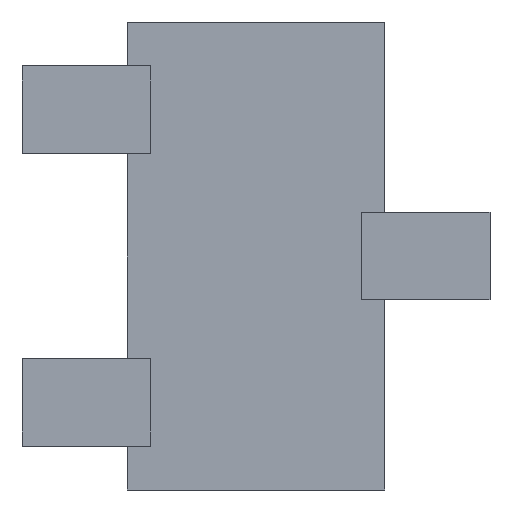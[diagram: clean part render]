
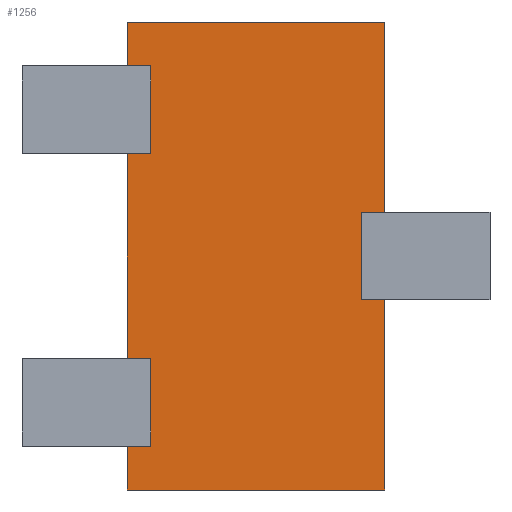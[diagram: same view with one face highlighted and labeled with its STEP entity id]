
A CAD part, front view. The second image highlights one B-rep face of the part: STEP entity #1256.
In plain terms, the highlighted planar face has unit normal (0, -1, 0).
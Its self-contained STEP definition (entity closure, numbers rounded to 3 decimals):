
#4 = VERTEX_POINT ( 'NONE', #348 ) ;
#12 = CARTESIAN_POINT ( 'NONE',  ( -0.44, 0., 0.8 ) ) ;
#21 = VERTEX_POINT ( 'NONE', #160 ) ;
#30 = VERTEX_POINT ( 'NONE', #510 ) ;
#43 = VERTEX_POINT ( 'NONE', #1073 ) ;
#46 = DIRECTION ( 'NONE',  ( 1., 0., 0. ) ) ;
#65 = CARTESIAN_POINT ( 'NONE',  ( 0.36, 0., 0.15 ) ) ;
#77 = ORIENTED_EDGE ( 'NONE', *, *, #1180, .F. ) ;
#82 = LINE ( 'NONE', #331, #644 ) ;
#101 = DIRECTION ( 'NONE',  ( 0., 0., 1. ) ) ;
#104 = LINE ( 'NONE', #1105, #400 ) ;
#112 = DIRECTION ( 'NONE',  ( -1., 0., 0. ) ) ;
#121 = VERTEX_POINT ( 'NONE', #774 ) ;
#130 = LINE ( 'NONE', #806, #1051 ) ;
#155 = VERTEX_POINT ( 'NONE', #1278 ) ;
#156 = CARTESIAN_POINT ( 'NONE',  ( 0.36, 0., 0.15 ) ) ;
#160 = CARTESIAN_POINT ( 'NONE',  ( 0.36, 0., -0.15 ) ) ;
#188 = CARTESIAN_POINT ( 'NONE',  ( -0.36, 0., -0.35 ) ) ;
#205 = VECTOR ( 'NONE', #916, 1000. ) ;
#218 = VERTEX_POINT ( 'NONE', #597 ) ;
#220 = LINE ( 'NONE', #1268, #205 ) ;
#234 = DIRECTION ( 'NONE',  ( 0., 0., 1. ) ) ;
#239 = VECTOR ( 'NONE', #46, 1000. ) ;
#245 = LINE ( 'NONE', #771, #1401 ) ;
#252 = EDGE_CURVE ( 'NONE', #4, #21, #740, .T. ) ;
#278 = EDGE_LOOP ( 'NONE', ( #317, #970, #1258, #1468, #1029, #942, #753, #768, #998, #1182, #1501, #1143, #640, #921, #77, #1250 ) ) ;
#281 = CARTESIAN_POINT ( 'NONE',  ( 0., 0., -0.15 ) ) ;
#302 = VECTOR ( 'NONE', #101, 1000. ) ;
#303 = EDGE_CURVE ( 'NONE', #1155, #30, #944, .T. ) ;
#317 = ORIENTED_EDGE ( 'NONE', *, *, #637, .F. ) ;
#331 = CARTESIAN_POINT ( 'NONE',  ( -0.44, 0., 0.8 ) ) ;
#342 = EDGE_CURVE ( 'NONE', #121, #662, #830, .T. ) ;
#348 = CARTESIAN_POINT ( 'NONE',  ( 0.44, 0., -0.15 ) ) ;
#351 = PLANE ( 'NONE',  #1099 ) ;
#400 = VECTOR ( 'NONE', #442, 1000. ) ;
#418 = LINE ( 'NONE', #65, #302 ) ;
#435 = VERTEX_POINT ( 'NONE', #524 ) ;
#442 = DIRECTION ( 'NONE',  ( 0., 0., -1. ) ) ;
#451 = EDGE_CURVE ( 'NONE', #1155, #43, #1488, .T. ) ;
#452 = DIRECTION ( 'NONE',  ( 0., 0., -1. ) ) ;
#472 = VERTEX_POINT ( 'NONE', #1121 ) ;
#506 = EDGE_CURVE ( 'NONE', #925, #968, #772, .T. ) ;
#510 = CARTESIAN_POINT ( 'NONE',  ( -0.44, 0., 0.35 ) ) ;
#517 = DIRECTION ( 'NONE',  ( 0., 0., 1. ) ) ;
#524 = CARTESIAN_POINT ( 'NONE',  ( -0.36, 0., 0.35 ) ) ;
#535 = VECTOR ( 'NONE', #937, 1000. ) ;
#577 = EDGE_CURVE ( 'NONE', #435, #30, #1407, .T. ) ;
#581 = VECTOR ( 'NONE', #585, 1000. ) ;
#585 = DIRECTION ( 'NONE',  ( 1., 0., 0. ) ) ;
#597 = CARTESIAN_POINT ( 'NONE',  ( 0.44, 0., -0.8 ) ) ;
#602 = CARTESIAN_POINT ( 'NONE',  ( 0.44, 0., 0.8 ) ) ;
#623 = CARTESIAN_POINT ( 'NONE',  ( -0.44, 0., 0.8 ) ) ;
#632 = VECTOR ( 'NONE', #517, 1000. ) ;
#637 = EDGE_CURVE ( 'NONE', #4, #218, #836, .T. ) ;
#640 = ORIENTED_EDGE ( 'NONE', *, *, #1146, .T. ) ;
#644 = VECTOR ( 'NONE', #1232, 1000. ) ;
#646 = VECTOR ( 'NONE', #234, 1000. ) ;
#658 = LINE ( 'NONE', #188, #667 ) ;
#662 = VERTEX_POINT ( 'NONE', #602 ) ;
#667 = VECTOR ( 'NONE', #1487, 1000. ) ;
#698 = CARTESIAN_POINT ( 'NONE',  ( -0.44, 0., 0.65 ) ) ;
#706 = VERTEX_POINT ( 'NONE', #957 ) ;
#740 = LINE ( 'NONE', #281, #1282 ) ;
#753 = ORIENTED_EDGE ( 'NONE', *, *, #875, .F. ) ;
#768 = ORIENTED_EDGE ( 'NONE', *, *, #506, .T. ) ;
#771 = CARTESIAN_POINT ( 'NONE',  ( 0.44, 0., 0.8 ) ) ;
#772 = LINE ( 'NONE', #1220, #581 ) ;
#774 = CARTESIAN_POINT ( 'NONE',  ( -0.44, 0., 0.8 ) ) ;
#802 = FACE_OUTER_BOUND ( 'NONE', #278, .T. ) ;
#806 = CARTESIAN_POINT ( 'NONE',  ( 0.36, 0., 0.15 ) ) ;
#813 = CARTESIAN_POINT ( 'NONE',  ( 0., 0., 0. ) ) ;
#819 = LINE ( 'NONE', #12, #646 ) ;
#830 = LINE ( 'NONE', #1071, #239 ) ;
#836 = LINE ( 'NONE', #1314, #535 ) ;
#875 = EDGE_CURVE ( 'NONE', #925, #121, #82, .T. ) ;
#916 = DIRECTION ( 'NONE',  ( -1., 0., 0. ) ) ;
#921 = ORIENTED_EDGE ( 'NONE', *, *, #1259, .T. ) ;
#925 = VERTEX_POINT ( 'NONE', #698 ) ;
#937 = DIRECTION ( 'NONE',  ( 0., 0., -1. ) ) ;
#939 = DIRECTION ( 'NONE',  ( -1., 0., 0. ) ) ;
#942 = ORIENTED_EDGE ( 'NONE', *, *, #342, .F. ) ;
#944 = LINE ( 'NONE', #623, #632 ) ;
#957 = CARTESIAN_POINT ( 'NONE',  ( 0.44, 0., 0.15 ) ) ;
#968 = VERTEX_POINT ( 'NONE', #1424 ) ;
#970 = ORIENTED_EDGE ( 'NONE', *, *, #252, .T. ) ;
#998 = ORIENTED_EDGE ( 'NONE', *, *, #1077, .T. ) ;
#1010 = VECTOR ( 'NONE', #1472, 1000. ) ;
#1013 = CARTESIAN_POINT ( 'NONE',  ( -0.44, 0., -0.35 ) ) ;
#1026 = DIRECTION ( 'NONE',  ( 0., 0., -1. ) ) ;
#1029 = ORIENTED_EDGE ( 'NONE', *, *, #1067, .F. ) ;
#1051 = VECTOR ( 'NONE', #1391, 1000. ) ;
#1067 = EDGE_CURVE ( 'NONE', #662, #706, #245, .T. ) ;
#1071 = CARTESIAN_POINT ( 'NONE',  ( -0.44, 0., 0.8 ) ) ;
#1073 = CARTESIAN_POINT ( 'NONE',  ( -0.36, 0., -0.35 ) ) ;
#1077 = EDGE_CURVE ( 'NONE', #968, #435, #104, .T. ) ;
#1098 = CARTESIAN_POINT ( 'NONE',  ( 0., 0., -0.35 ) ) ;
#1099 = AXIS2_PLACEMENT_3D ( 'NONE', #813, #1275, #1026 ) ;
#1105 = CARTESIAN_POINT ( 'NONE',  ( -0.36, 0., 0.35 ) ) ;
#1121 = CARTESIAN_POINT ( 'NONE',  ( -0.36, 0., -0.65 ) ) ;
#1143 = ORIENTED_EDGE ( 'NONE', *, *, #451, .T. ) ;
#1146 = EDGE_CURVE ( 'NONE', #43, #472, #658, .T. ) ;
#1155 = VERTEX_POINT ( 'NONE', #1013 ) ;
#1180 = EDGE_CURVE ( 'NONE', #155, #1227, #819, .T. ) ;
#1182 = ORIENTED_EDGE ( 'NONE', *, *, #577, .T. ) ;
#1203 = LINE ( 'NONE', #1209, #1502 ) ;
#1209 = CARTESIAN_POINT ( 'NONE',  ( -0.44, 0., -0.8 ) ) ;
#1220 = CARTESIAN_POINT ( 'NONE',  ( 0., 0., 0.65 ) ) ;
#1227 = VERTEX_POINT ( 'NONE', #1506 ) ;
#1232 = DIRECTION ( 'NONE',  ( 0., 0., 1. ) ) ;
#1250 = ORIENTED_EDGE ( 'NONE', *, *, #1361, .F. ) ;
#1256 = ADVANCED_FACE ( 'NONE', ( #802 ), #351, .T. ) ;
#1258 = ORIENTED_EDGE ( 'NONE', *, *, #1422, .T. ) ;
#1259 = EDGE_CURVE ( 'NONE', #472, #1227, #220, .T. ) ;
#1262 = CARTESIAN_POINT ( 'NONE',  ( -0.8, 0., 0.35 ) ) ;
#1263 = EDGE_CURVE ( 'NONE', #1339, #706, #130, .T. ) ;
#1268 = CARTESIAN_POINT ( 'NONE',  ( -0.8, 0., -0.65 ) ) ;
#1275 = DIRECTION ( 'NONE',  ( 0., -1., 0. ) ) ;
#1278 = CARTESIAN_POINT ( 'NONE',  ( -0.44, 0., -0.8 ) ) ;
#1282 = VECTOR ( 'NONE', #939, 1000. ) ;
#1314 = CARTESIAN_POINT ( 'NONE',  ( 0.44, 0., 0.8 ) ) ;
#1339 = VERTEX_POINT ( 'NONE', #156 ) ;
#1358 = VECTOR ( 'NONE', #112, 1000. ) ;
#1361 = EDGE_CURVE ( 'NONE', #218, #155, #1203, .T. ) ;
#1391 = DIRECTION ( 'NONE',  ( 1., 0., 0. ) ) ;
#1401 = VECTOR ( 'NONE', #452, 1000. ) ;
#1407 = LINE ( 'NONE', #1262, #1358 ) ;
#1422 = EDGE_CURVE ( 'NONE', #21, #1339, #418, .T. ) ;
#1424 = CARTESIAN_POINT ( 'NONE',  ( -0.36, 0., 0.65 ) ) ;
#1429 = DIRECTION ( 'NONE',  ( -1., 0., 0. ) ) ;
#1468 = ORIENTED_EDGE ( 'NONE', *, *, #1263, .T. ) ;
#1472 = DIRECTION ( 'NONE',  ( 1., 0., 0. ) ) ;
#1487 = DIRECTION ( 'NONE',  ( 0., 0., -1. ) ) ;
#1488 = LINE ( 'NONE', #1098, #1010 ) ;
#1501 = ORIENTED_EDGE ( 'NONE', *, *, #303, .F. ) ;
#1502 = VECTOR ( 'NONE', #1429, 1000. ) ;
#1506 = CARTESIAN_POINT ( 'NONE',  ( -0.44, 0., -0.65 ) ) ;
